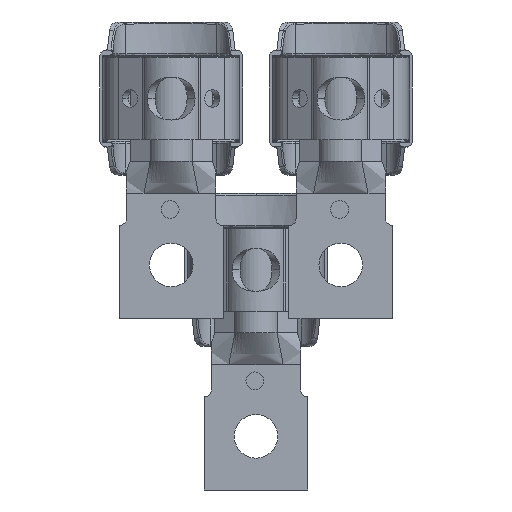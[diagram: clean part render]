
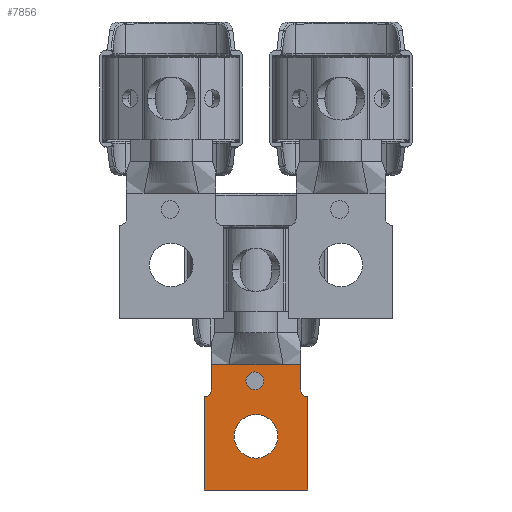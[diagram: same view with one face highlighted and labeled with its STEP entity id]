
A CAD part, front view. The second image highlights one B-rep face of the part: STEP entity #7856.
In plain terms, the highlighted planar face has unit normal (0, -1, 0).
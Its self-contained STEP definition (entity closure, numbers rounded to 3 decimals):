
#299=CARTESIAN_POINT('',(-24.473,38.78,-59.));
#300=DIRECTION('',(0.,1.,0.));
#301=DIRECTION('',(-1.,0.,0.));
#302=AXIS2_PLACEMENT_3D('',#299,#300,#301);
#307=CARTESIAN_POINT('',(-24.473,38.78,-59.));
#308=DIRECTION('',(0.,1.,0.));
#309=DIRECTION('',(1.,0.,0.));
#310=AXIS2_PLACEMENT_3D('',#307,#308,#309);
#315=CARTESIAN_POINT('',(-24.773,38.78,-43.5));
#316=DIRECTION('',(0.,1.,0.));
#317=DIRECTION('',(1.,0.,0.));
#318=AXIS2_PLACEMENT_3D('',#315,#316,#317);
#323=CARTESIAN_POINT('',(-24.773,38.78,-43.5));
#324=DIRECTION('',(0.,1.,0.));
#325=DIRECTION('',(-1.,0.,0.));
#326=AXIS2_PLACEMENT_3D('',#323,#324,#325);
#331=CARTESIAN_POINT('',(-9.973,38.78,-46.));
#332=DIRECTION('',(0.,1.,0.));
#333=DIRECTION('',(0.,0.,-1.));
#334=AXIS2_PLACEMENT_3D('',#331,#332,#333);
#339=CARTESIAN_POINT('',(-38.973,38.78,-46.));
#340=DIRECTION('',(0.,1.,0.));
#341=DIRECTION('',(1.,0.,0.));
#342=AXIS2_PLACEMENT_3D('',#339,#340,#341);
#562=DIRECTION('',(0.,0.,-1.));
#563=VECTOR('',#562,7.);
#564=CARTESIAN_POINT('',(-11.973,38.78,-39.));
#565=LINE('',#564,#563);
#595=DIRECTION('',(0.,0.,-1.));
#596=VECTOR('',#595,26.);
#597=CARTESIAN_POINT('',(-9.973,38.78,-48.));
#598=LINE('',#597,#596);
#609=DIRECTION('',(-1.,0.,0.));
#610=VECTOR('',#609,29.);
#611=CARTESIAN_POINT('',(-9.973,38.78,-74.));
#612=LINE('',#611,#610);
#616=DIRECTION('',(0.,0.,1.));
#617=VECTOR('',#616,26.);
#618=CARTESIAN_POINT('',(-38.973,38.78,-74.));
#619=LINE('',#618,#617);
#644=DIRECTION('',(0.,0.,1.));
#645=VECTOR('',#644,7.);
#646=CARTESIAN_POINT('',(-36.973,38.78,-46.));
#647=LINE('',#646,#645);
#651=DIRECTION('',(1.,0.,0.));
#652=VECTOR('',#651,4.902);
#653=CARTESIAN_POINT('',(-36.973,38.78,-39.));
#654=LINE('',#653,#652);
#665=CARTESIAN_POINT('',(-36.973,38.78,-39.));
#6943=DIRECTION('',(1.,0.,0.));
#6944=VECTOR('',#6943,4.902);
#6945=CARTESIAN_POINT('',(-16.875,38.78,-39.));
#6946=LINE('',#6945,#6944);
#7032=DIRECTION('',(1.,0.,0.));
#7033=VECTOR('',#7032,15.197);
#7034=CARTESIAN_POINT('',(-32.072,38.78,-39.));
#7035=LINE('',#7034,#7033);
#7084=VERTEX_POINT('',#665);
#7085=CARTESIAN_POINT('',(-32.072,38.78,-39.));
#7086=VERTEX_POINT('',#7085);
#7090=CARTESIAN_POINT('',(-36.973,38.78,-46.));
#7091=VERTEX_POINT('',#7090);
#7092=CARTESIAN_POINT('',(-16.875,38.78,-39.));
#7093=VERTEX_POINT('',#7092);
#7096=CARTESIAN_POINT('',(-38.973,38.78,-48.));
#7097=VERTEX_POINT('',#7096);
#7098=CARTESIAN_POINT('',(-38.973,38.78,-74.));
#7099=VERTEX_POINT('',#7098);
#7100=CARTESIAN_POINT('',(-9.973,38.78,-74.));
#7101=VERTEX_POINT('',#7100);
#7102=CARTESIAN_POINT('',(-9.973,38.78,-48.));
#7103=VERTEX_POINT('',#7102);
#7104=CARTESIAN_POINT('',(-11.973,38.78,-46.));
#7105=VERTEX_POINT('',#7104);
#7106=CARTESIAN_POINT('',(-11.973,38.78,-39.));
#7107=VERTEX_POINT('',#7106);
#7755=CARTESIAN_POINT('',(-27.273,38.78,-43.5));
#7757=VERTEX_POINT('',#7755);
#7759=CARTESIAN_POINT('',(-22.273,38.78,-43.5));
#7761=VERTEX_POINT('',#7759);
#7764=CARTESIAN_POINT('',(-18.373,38.78,-59.));
#7766=VERTEX_POINT('',#7764);
#7768=CARTESIAN_POINT('',(-30.573,38.78,-59.));
#7770=VERTEX_POINT('',#7768);
#7819=CARTESIAN_POINT('',(-38.973,38.78,-74.));
#7820=DIRECTION('',(0.,-1.,0.));
#7821=DIRECTION('',(1.,0.,0.));
#7822=AXIS2_PLACEMENT_3D('',#7819,#7820,#7821);
#7823=PLANE('',#7822);
#7825=ORIENTED_EDGE('',*,*,#7824,.T.);
#7827=ORIENTED_EDGE('',*,*,#7826,.T.);
#7829=ORIENTED_EDGE('',*,*,#7828,.T.);
#7831=ORIENTED_EDGE('',*,*,#7830,.T.);
#7833=ORIENTED_EDGE('',*,*,#7832,.T.);
#7835=ORIENTED_EDGE('',*,*,#7834,.F.);
#7837=ORIENTED_EDGE('',*,*,#7836,.T.);
#7839=ORIENTED_EDGE('',*,*,#7838,.T.);
#7841=ORIENTED_EDGE('',*,*,#7840,.T.);
#7843=ORIENTED_EDGE('',*,*,#7842,.F.);
#7844=EDGE_LOOP('',(#7825,#7827,#7829,#7831,#7833,#7835,#7837,#7839,#7841,
#7843));
#7845=FACE_OUTER_BOUND('',#7844,.F.);
#7846=ORIENTED_EDGE('',*,*,#7813,.F.);
#7847=ORIENTED_EDGE('',*,*,#7799,.F.);
#7848=EDGE_LOOP('',(#7846,#7847));
#7849=FACE_BOUND('',#7848,.F.);
#7851=ORIENTED_EDGE('',*,*,#7850,.F.);
#7853=ORIENTED_EDGE('',*,*,#7852,.F.);
#7854=EDGE_LOOP('',(#7851,#7853));
#7855=FACE_BOUND('',#7854,.F.);
#303=CIRCLE('',#302,6.1);
#311=CIRCLE('',#310,6.1);
#319=CIRCLE('',#318,2.5);
#327=CIRCLE('',#326,2.5);
#335=CIRCLE('',#334,2.);
#343=CIRCLE('',#342,2.);
#7799=EDGE_CURVE('',#7757,#7761,#327,.T.);
#7813=EDGE_CURVE('',#7761,#7757,#319,.T.);
#7824=EDGE_CURVE('',#7091,#7084,#647,.T.);
#7826=EDGE_CURVE('',#7084,#7086,#654,.T.);
#7828=EDGE_CURVE('',#7086,#7093,#7035,.T.);
#7830=EDGE_CURVE('',#7093,#7107,#6946,.T.);
#7832=EDGE_CURVE('',#7107,#7105,#565,.T.);
#7834=EDGE_CURVE('',#7103,#7105,#335,.T.);
#7836=EDGE_CURVE('',#7103,#7101,#598,.T.);
#7838=EDGE_CURVE('',#7101,#7099,#612,.T.);
#7840=EDGE_CURVE('',#7099,#7097,#619,.T.);
#7842=EDGE_CURVE('',#7091,#7097,#343,.T.);
#7850=EDGE_CURVE('',#7770,#7766,#303,.T.);
#7852=EDGE_CURVE('',#7766,#7770,#311,.T.);
#7856=ADVANCED_FACE('',(#7845,#7849,#7855),#7823,.T.);
